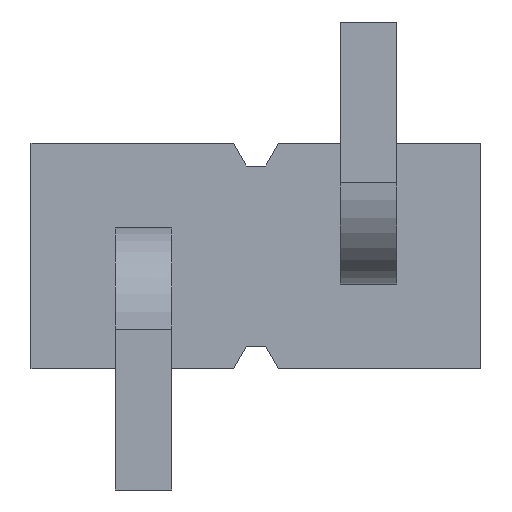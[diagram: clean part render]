
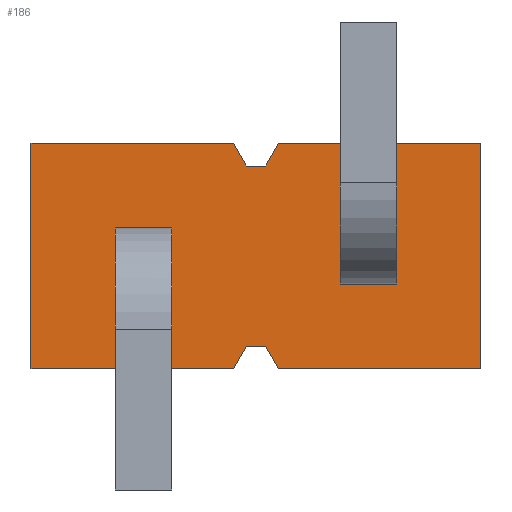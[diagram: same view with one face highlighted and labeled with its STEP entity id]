
A CAD part, front view. The second image highlights one B-rep face of the part: STEP entity #186.
In plain terms, the highlighted planar face has unit normal (0, -1, 0).
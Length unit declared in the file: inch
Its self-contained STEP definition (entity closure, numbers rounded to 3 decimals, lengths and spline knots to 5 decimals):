
#186 = ADVANCED_FACE( '', ( #360, #361, #362 ), #363, .F. );
#360 = FACE_BOUND( '', #534, .T. );
#361 = FACE_BOUND( '', #535, .T. );
#362 = FACE_OUTER_BOUND( '', #536, .T. );
#363 = PLANE( '', #537 );
#534 = EDGE_LOOP( '', ( #894, #895, #896, #897 ) );
#535 = EDGE_LOOP( '', ( #898, #899, #900, #901 ) );
#536 = EDGE_LOOP( '', ( #902, #903, #904, #905, #906, #907, #908, #909, #910, #911, #912, #913 ) );
#537 = AXIS2_PLACEMENT_3D( '', #914, #915, #916 );
#894 = ORIENTED_EDGE( '', *, *, #1227, .T. );
#895 = ORIENTED_EDGE( '', *, *, #1154, .T. );
#896 = ORIENTED_EDGE( '', *, *, #1140, .T. );
#897 = ORIENTED_EDGE( '', *, *, #1242, .T. );
#898 = ORIENTED_EDGE( '', *, *, #1243, .T. );
#899 = ORIENTED_EDGE( '', *, *, #1244, .T. );
#900 = ORIENTED_EDGE( '', *, *, #1158, .T. );
#901 = ORIENTED_EDGE( '', *, *, #1245, .T. );
#902 = ORIENTED_EDGE( '', *, *, #1223, .T. );
#903 = ORIENTED_EDGE( '', *, *, #1246, .T. );
#904 = ORIENTED_EDGE( '', *, *, #1206, .T. );
#905 = ORIENTED_EDGE( '', *, *, #1099, .F. );
#906 = ORIENTED_EDGE( '', *, *, #1145, .F. );
#907 = ORIENTED_EDGE( '', *, *, #1247, .F. );
#908 = ORIENTED_EDGE( '', *, *, #1199, .T. );
#909 = ORIENTED_EDGE( '', *, *, #1248, .T. );
#910 = ORIENTED_EDGE( '', *, *, #1185, .T. );
#911 = ORIENTED_EDGE( '', *, *, #1179, .F. );
#912 = ORIENTED_EDGE( '', *, *, #1131, .F. );
#913 = ORIENTED_EDGE( '', *, *, #1102, .F. );
#914 = CARTESIAN_POINT( '', ( 0., -0.05, 0. ) );
#915 = DIRECTION( '', ( 0., 1., 0. ) );
#916 = DIRECTION( '', ( 0., 0., 1. ) );
#1099 = EDGE_CURVE( '', #1301, #1297, #1303, .T. );
#1102 = EDGE_CURVE( '', #1306, #1308, #1309, .T. );
#1131 = EDGE_CURVE( '', #1308, #1359, #1360, .T. );
#1140 = EDGE_CURVE( '', #1374, #1375, #1376, .T. );
#1145 = EDGE_CURVE( '', #1383, #1301, #1384, .T. );
#1154 = EDGE_CURVE( '', #1398, #1374, #1399, .T. );
#1158 = EDGE_CURVE( '', #1404, #1405, #1406, .T. );
#1179 = EDGE_CURVE( '', #1359, #1434, #1437, .T. );
#1185 = EDGE_CURVE( '', #1445, #1434, #1446, .T. );
#1199 = EDGE_CURVE( '', #1465, #1466, #1467, .T. );
#1206 = EDGE_CURVE( '', #1476, #1297, #1477, .T. );
#1223 = EDGE_CURVE( '', #1306, #1501, #1502, .T. );
#1227 = EDGE_CURVE( '', #1507, #1398, #1508, .T. );
#1242 = EDGE_CURVE( '', #1375, #1507, #1527, .T. );
#1243 = EDGE_CURVE( '', #1528, #1529, #1530, .T. );
#1244 = EDGE_CURVE( '', #1529, #1404, #1531, .T. );
#1245 = EDGE_CURVE( '', #1405, #1528, #1532, .T. );
#1246 = EDGE_CURVE( '', #1501, #1476, #1533, .T. );
#1247 = EDGE_CURVE( '', #1465, #1383, #1534, .T. );
#1248 = EDGE_CURVE( '', #1466, #1445, #1535, .T. );
#1297 = VERTEX_POINT( '', #1593 );
#1301 = VERTEX_POINT( '', #1599 );
#1303 = LINE( '', #1602, #1603 );
#1306 = VERTEX_POINT( '', #1606 );
#1308 = VERTEX_POINT( '', #1609 );
#1309 = LINE( '', #1610, #1611 );
#1359 = VERTEX_POINT( '', #1682 );
#1360 = LINE( '', #1683, #1684 );
#1374 = VERTEX_POINT( '', #1704 );
#1375 = VERTEX_POINT( '', #1705 );
#1376 = LINE( '', #1706, #1707 );
#1383 = VERTEX_POINT( '', #1717 );
#1384 = LINE( '', #1718, #1719 );
#1398 = VERTEX_POINT( '', #1739 );
#1399 = LINE( '', #1740, #1741 );
#1404 = VERTEX_POINT( '', #1748 );
#1405 = VERTEX_POINT( '', #1749 );
#1406 = LINE( '', #1750, #1751 );
#1434 = VERTEX_POINT( '', #1792 );
#1437 = LINE( '', #1797, #1798 );
#1445 = VERTEX_POINT( '', #1808 );
#1446 = LINE( '', #1809, #1810 );
#1465 = VERTEX_POINT( '', #1837 );
#1466 = VERTEX_POINT( '', #1838 );
#1467 = LINE( '', #1839, #1840 );
#1476 = VERTEX_POINT( '', #1853 );
#1477 = LINE( '', #1854, #1855 );
#1501 = VERTEX_POINT( '', #1890 );
#1502 = LINE( '', #1891, #1892 );
#1507 = VERTEX_POINT( '', #1899 );
#1508 = LINE( '', #1900, #1901 );
#1527 = LINE( '', #1928, #1929 );
#1528 = VERTEX_POINT( '', #1930 );
#1529 = VERTEX_POINT( '', #1931 );
#1530 = LINE( '', #1932, #1933 );
#1531 = LINE( '', #1934, #1935 );
#1532 = LINE( '', #1936, #1937 );
#1533 = LINE( '', #1938, #1939 );
#1534 = LINE( '', #1940, #1941 );
#1535 = LINE( '', #1942, #1943 );
#1593 = CARTESIAN_POINT( '', ( 0.01, -0.05, -0.05 ) );
#1599 = CARTESIAN_POINT( '', ( 0.1, -0.05, -0.05 ) );
#1602 = CARTESIAN_POINT( '', ( 0.1, -0.05, -0.05 ) );
#1603 = VECTOR( '', #2013, 39.37008 );
#1606 = CARTESIAN_POINT( '', ( -0.01, -0.05, -0.05 ) );
#1609 = CARTESIAN_POINT( '', ( -0.1, -0.05, -0.05 ) );
#1610 = CARTESIAN_POINT( '', ( 0.1, -0.05, -0.05 ) );
#1611 = VECTOR( '', #2015, 39.37008 );
#1682 = CARTESIAN_POINT( '', ( -0.1, -0.05, 0.05 ) );
#1683 = CARTESIAN_POINT( '', ( -0.1, -0.05, -0.05 ) );
#1684 = VECTOR( '', #2046, 39.37008 );
#1704 = CARTESIAN_POINT( '', ( -0.0375, -0.05, 0.0125 ) );
#1705 = CARTESIAN_POINT( '', ( -0.0375, -0.05, -0.0125 ) );
#1706 = CARTESIAN_POINT( '', ( -0.0375, -0.05, 0.0125 ) );
#1707 = VECTOR( '', #2053, 39.37008 );
#1717 = CARTESIAN_POINT( '', ( 0.1, -0.05, 0.05 ) );
#1718 = CARTESIAN_POINT( '', ( 0.1, -0.05, 0.05 ) );
#1719 = VECTOR( '', #2057, 39.37008 );
#1739 = CARTESIAN_POINT( '', ( -0.0625, -0.05, 0.0125 ) );
#1740 = CARTESIAN_POINT( '', ( -0.0625, -0.05, 0.0125 ) );
#1741 = VECTOR( '', #2064, 39.37008 );
#1748 = CARTESIAN_POINT( '', ( 0.0625, -0.05, 0.0125 ) );
#1749 = CARTESIAN_POINT( '', ( 0.0625, -0.05, -0.0125 ) );
#1750 = CARTESIAN_POINT( '', ( 0.0625, -0.05, 0.0125 ) );
#1751 = VECTOR( '', #2067, 39.37008 );
#1792 = CARTESIAN_POINT( '', ( -0.01, -0.05, 0.05 ) );
#1797 = CARTESIAN_POINT( '', ( -0.1, -0.05, 0.05 ) );
#1798 = VECTOR( '', #2089, 39.37008 );
#1808 = CARTESIAN_POINT( '', ( -0.00423, -0.05, 0.04 ) );
#1809 = CARTESIAN_POINT( '', ( -0.00423, -0.05, 0.04 ) );
#1810 = VECTOR( '', #2095, 39.37008 );
#1837 = CARTESIAN_POINT( '', ( 0.01, -0.05, 0.05 ) );
#1838 = CARTESIAN_POINT( '', ( 0.00423, -0.05, 0.04 ) );
#1839 = CARTESIAN_POINT( '', ( 0.01, -0.05, 0.05 ) );
#1840 = VECTOR( '', #2107, 39.37008 );
#1853 = CARTESIAN_POINT( '', ( 0.00423, -0.05, -0.04 ) );
#1854 = CARTESIAN_POINT( '', ( 0.00423, -0.05, -0.04 ) );
#1855 = VECTOR( '', #2112, 39.37008 );
#1890 = CARTESIAN_POINT( '', ( -0.00423, -0.05, -0.04 ) );
#1891 = CARTESIAN_POINT( '', ( -0.01, -0.05, -0.05 ) );
#1892 = VECTOR( '', #2124, 39.37008 );
#1899 = CARTESIAN_POINT( '', ( -0.0625, -0.05, -0.0125 ) );
#1900 = CARTESIAN_POINT( '', ( -0.0625, -0.05, -0.0125 ) );
#1901 = VECTOR( '', #2127, 39.37008 );
#1928 = CARTESIAN_POINT( '', ( -0.0375, -0.05, -0.0125 ) );
#1929 = VECTOR( '', #2139, 39.37008 );
#1930 = CARTESIAN_POINT( '', ( 0.0375, -0.05, -0.0125 ) );
#1931 = CARTESIAN_POINT( '', ( 0.0375, -0.05, 0.0125 ) );
#1932 = CARTESIAN_POINT( '', ( 0.0375, -0.05, -0.0125 ) );
#1933 = VECTOR( '', #2140, 39.37008 );
#1934 = CARTESIAN_POINT( '', ( 0.0375, -0.05, 0.0125 ) );
#1935 = VECTOR( '', #2141, 39.37008 );
#1936 = CARTESIAN_POINT( '', ( 0.0625, -0.05, -0.0125 ) );
#1937 = VECTOR( '', #2142, 39.37008 );
#1938 = CARTESIAN_POINT( '', ( -0.00423, -0.05, -0.04 ) );
#1939 = VECTOR( '', #2143, 39.37008 );
#1940 = CARTESIAN_POINT( '', ( -0.1, -0.05, 0.05 ) );
#1941 = VECTOR( '', #2144, 39.37008 );
#1942 = CARTESIAN_POINT( '', ( 0.00423, -0.05, 0.04 ) );
#1943 = VECTOR( '', #2145, 39.37008 );
#2013 = DIRECTION( '', ( -1., 0., 0. ) );
#2015 = DIRECTION( '', ( -1., 0., 0. ) );
#2046 = DIRECTION( '', ( 0., 0., 1. ) );
#2053 = DIRECTION( '', ( 0., 0., -1. ) );
#2057 = DIRECTION( '', ( 0., 0., -1. ) );
#2064 = DIRECTION( '', ( 1., 0., 0. ) );
#2067 = DIRECTION( '', ( 0., 0., -1. ) );
#2089 = DIRECTION( '', ( 1., 0., 0. ) );
#2095 = DIRECTION( '', ( -0.5, 0., 0.866 ) );
#2107 = DIRECTION( '', ( -0.5, 0., -0.866 ) );
#2112 = DIRECTION( '', ( 0.5, 0., -0.866 ) );
#2124 = DIRECTION( '', ( 0.5, 0., 0.866 ) );
#2127 = DIRECTION( '', ( 0., 0., 1. ) );
#2139 = DIRECTION( '', ( -1., 0., 0. ) );
#2140 = DIRECTION( '', ( 0., 0., 1. ) );
#2141 = DIRECTION( '', ( 1., 0., 0. ) );
#2142 = DIRECTION( '', ( -1., 0., 0. ) );
#2143 = DIRECTION( '', ( 1., 0., 0. ) );
#2144 = DIRECTION( '', ( 1., 0., 0. ) );
#2145 = DIRECTION( '', ( -1., 0., 0. ) );
